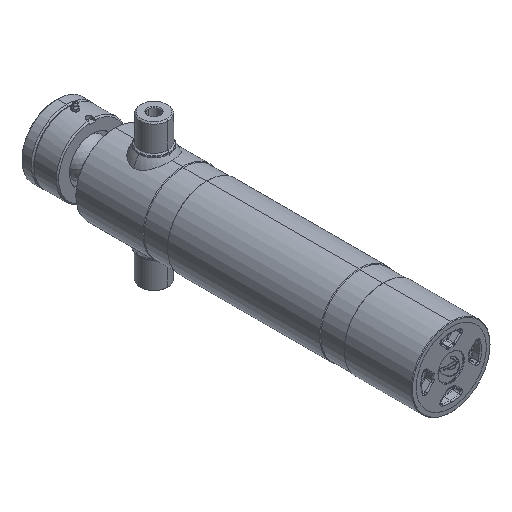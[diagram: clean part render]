
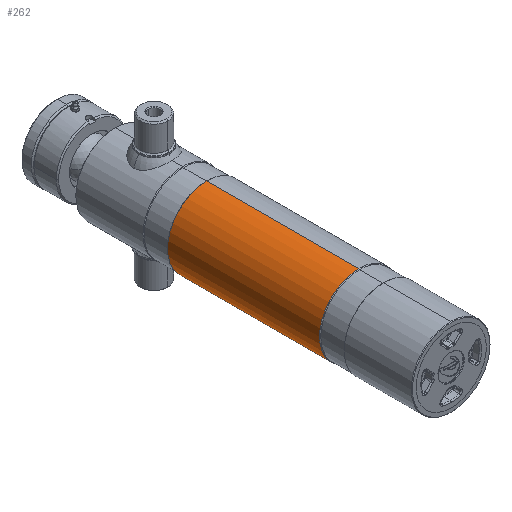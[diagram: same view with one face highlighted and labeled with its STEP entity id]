
A CAD part, isometric view. The second image highlights one B-rep face of the part: STEP entity #262.
In plain terms, the highlighted cylindrical face has radius 64 mm (diameter 128 mm), a partial arc.
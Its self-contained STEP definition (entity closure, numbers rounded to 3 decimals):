
#147 = CARTESIAN_POINT ( 'NONE',  ( 0., 150., 0. ) ) ;
#247 = AXIS2_PLACEMENT_3D ( 'NONE', #5668, #270, #4148 ) ;
#262 = ADVANCED_FACE ( 'NONE', ( #7599 ), #598, .T. ) ;
#270 = DIRECTION ( 'NONE',  ( 0., -1., 0. ) ) ;
#598 = CYLINDRICAL_SURFACE ( 'NONE', #10122, 64. ) ;
#1044 = CARTESIAN_POINT ( 'NONE',  ( 0., -30.734, 64. ) ) ;
#1169 = ORIENTED_EDGE ( 'NONE', *, *, #3218, .T. ) ;
#1334 = DIRECTION ( 'NONE',  ( 0., 0., -1. ) ) ;
#1658 = ORIENTED_EDGE ( 'NONE', *, *, #9216, .F. ) ;
#1797 = CIRCLE ( 'NONE', #1973, 64. ) ;
#1973 = AXIS2_PLACEMENT_3D ( 'NONE', #147, #7289, #8828 ) ;
#2644 = DIRECTION ( 'NONE',  ( 0., -1., 0. ) ) ;
#2890 = DIRECTION ( 'NONE',  ( 0., -1., 0. ) ) ;
#3053 = CARTESIAN_POINT ( 'NONE',  ( 0., -30.734, -64. ) ) ;
#3218 = EDGE_CURVE ( 'NONE', #9247, #7071, #5445, .T. ) ;
#3631 = EDGE_LOOP ( 'NONE', ( #8682, #7135, #1169, #1658 ) ) ;
#3706 = CARTESIAN_POINT ( 'NONE',  ( 0., 150., 64. ) ) ;
#3860 = CARTESIAN_POINT ( 'NONE',  ( 0., -30.734, 0. ) ) ;
#4148 = DIRECTION ( 'NONE',  ( 0., 0., -1. ) ) ;
#4865 = VERTEX_POINT ( 'NONE', #3706 ) ;
#4893 = LINE ( 'NONE', #1044, #7202 ) ;
#5445 = LINE ( 'NONE', #3053, #6444 ) ;
#5668 = CARTESIAN_POINT ( 'NONE',  ( 0., 397., 0. ) ) ;
#6151 = VERTEX_POINT ( 'NONE', #7078 ) ;
#6270 = DIRECTION ( 'NONE',  ( 0., -1., 0. ) ) ;
#6444 = VECTOR ( 'NONE', #6270, 1000. ) ;
#6491 = EDGE_CURVE ( 'NONE', #6151, #9247, #8305, .T. ) ;
#7071 = VERTEX_POINT ( 'NONE', #8325 ) ;
#7078 = CARTESIAN_POINT ( 'NONE',  ( 0., 397., 64. ) ) ;
#7135 = ORIENTED_EDGE ( 'NONE', *, *, #6491, .T. ) ;
#7202 = VECTOR ( 'NONE', #2644, 1000. ) ;
#7289 = DIRECTION ( 'NONE',  ( 0., -1., 0. ) ) ;
#7599 = FACE_OUTER_BOUND ( 'NONE', #3631, .T. ) ;
#8305 = CIRCLE ( 'NONE', #247, 64. ) ;
#8325 = CARTESIAN_POINT ( 'NONE',  ( 0., 150., -64. ) ) ;
#8682 = ORIENTED_EDGE ( 'NONE', *, *, #8849, .F. ) ;
#8828 = DIRECTION ( 'NONE',  ( 0., 0., -1. ) ) ;
#8849 = EDGE_CURVE ( 'NONE', #6151, #4865, #4893, .T. ) ;
#9216 = EDGE_CURVE ( 'NONE', #4865, #7071, #1797, .T. ) ;
#9247 = VERTEX_POINT ( 'NONE', #9323 ) ;
#9323 = CARTESIAN_POINT ( 'NONE',  ( 0., 397., -64. ) ) ;
#10122 = AXIS2_PLACEMENT_3D ( 'NONE', #3860, #2890, #1334 ) ;
